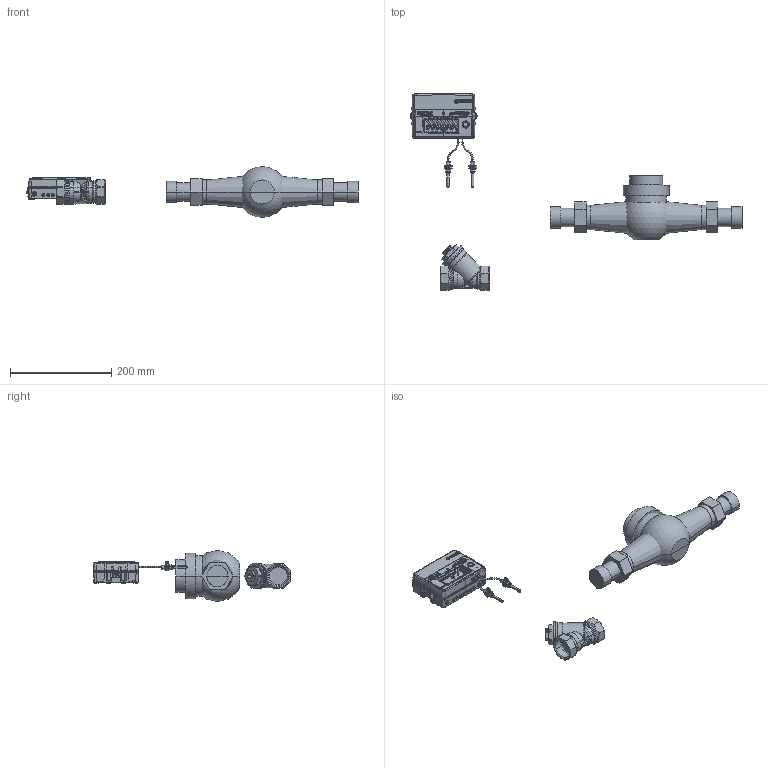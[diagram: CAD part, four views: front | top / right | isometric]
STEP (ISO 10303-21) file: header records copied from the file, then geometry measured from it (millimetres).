
FILE_DESCRIPTION(('CATIA V5 STEP Exchange','CAx-IF Rec.Pracs.--- Model Styling and Organization---1.5--- 2016-08-15','CAx-IF Rec.Pracs.---Supplemental Geometry---1.0---2011-11-01','CAx-IF Rec.Pracs.--- Composite Materials ---3.4---2017-06-13','CAx-IF Rec.Pracs.---Tessellated 3D Geometry---1.0---2015-12-17'),'2;1');
FILE_NAME('STEP_750407_-_TST.stp','2023-06-20T13:58:50+00:00',('none'),('none'),'CATIA Version 5-6 Release 2020 SP5','CATIA V5 STEP AP242 v2','none');
FILE_SCHEMA(('AP242_MANAGED_MODEL_BASED_3D_ENGINEERING_MIM_LF {1 0 10303 442 1 1 4}'));
Products named in the file (1): 750407 - TST
Bounding box: 655.13 x 388.5 x 100 mm (x, y, z)
Volume: 1927945.8 mm3; surface area: 322873 mm2
Topology: 33 solids, 87 shells, 6599 faces, 16433 edges, 9859 vertices
Faces by surface type: bspline 1593, cylinder 1469, plane 1261, torus 946, extrusion 583, cone 524, sphere 211, revolution 12
Entity records: 292953 total; most frequent: CARTESIAN_POINT 162691, ORIENTED_EDGE 31733, DIRECTION 16456, EDGE_CURVE 16186, VERTEX_POINT 9859, B_SPLINE_CURVE_WITH_KNOTS 8261, AXIS2_PLACEMENT_3D 7654, EDGE_LOOP 6858
